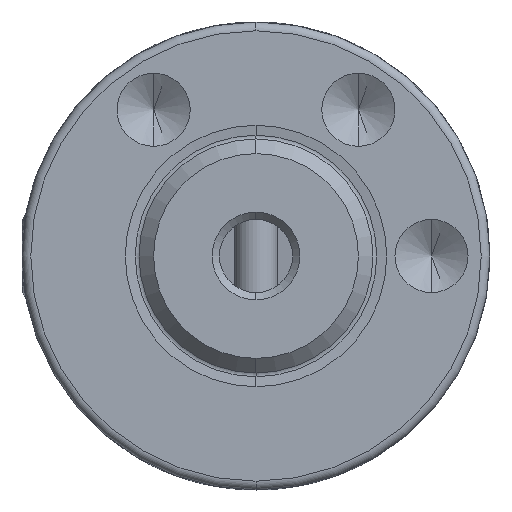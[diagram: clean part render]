
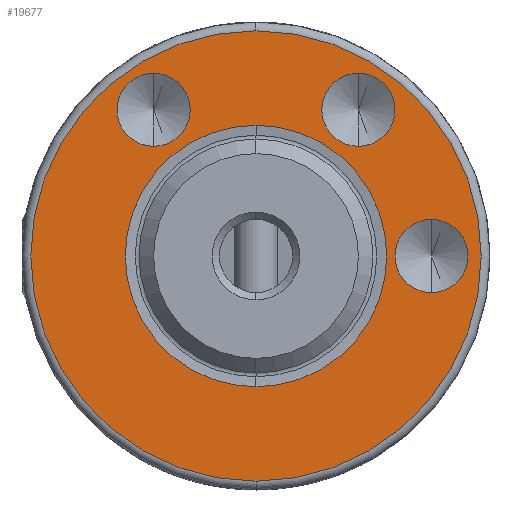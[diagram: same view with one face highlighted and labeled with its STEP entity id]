
A CAD part, left-side view. The second image highlights one B-rep face of the part: STEP entity #19677.
In plain terms, the highlighted planar face has unit normal (-1, 0, 0).
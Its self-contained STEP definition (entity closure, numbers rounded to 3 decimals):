
#723 = VERTEX_POINT ( 'NONE', #13276 ) ;
#1286 = DIRECTION ( 'NONE',  ( 0., 0., 1. ) ) ;
#1292 = DIRECTION ( 'NONE',  ( -1., 0., 0. ) ) ;
#1331 = CARTESIAN_POINT ( 'NONE',  ( -32., 7., 10. ) ) ;
#1700 = DIRECTION ( 'NONE',  ( 0., 0., 1. ) ) ;
#1729 = DIRECTION ( 'NONE',  ( -1., 0., 0. ) ) ;
#1770 = CARTESIAN_POINT ( 'NONE',  ( -32., -12., 0. ) ) ;
#2295 = DIRECTION ( 'NONE',  ( 0., 0., 1. ) ) ;
#2403 = DIRECTION ( 'NONE',  ( -1., 0., 0. ) ) ;
#2507 = CARTESIAN_POINT ( 'NONE',  ( -32., 7., 10. ) ) ;
#2891 = DIRECTION ( 'NONE',  ( 0., 0., 1. ) ) ;
#3024 = CARTESIAN_POINT ( 'NONE',  ( -32., -7., 10. ) ) ;
#3048 = EDGE_LOOP ( 'NONE', ( #25088, #25533 ) ) ;
#3307 = DIRECTION ( 'NONE',  ( -1., 0., 0. ) ) ;
#3560 = VERTEX_POINT ( 'NONE', #3938 ) ;
#3938 = CARTESIAN_POINT ( 'NONE',  ( -32., -7., 7.5 ) ) ;
#3960 = CIRCLE ( 'NONE', #32668, 2.5 ) ;
#4959 = AXIS2_PLACEMENT_3D ( 'NONE', #10884, #11249, #10833 ) ;
#5204 = DIRECTION ( 'NONE',  ( 0., 0., -1. ) ) ;
#5238 = DIRECTION ( 'NONE',  ( 1., 0., 0. ) ) ;
#5241 = CARTESIAN_POINT ( 'NONE',  ( -32., 0., 0. ) ) ;
#5898 = VERTEX_POINT ( 'NONE', #12562 ) ;
#6207 = VERTEX_POINT ( 'NONE', #31129 ) ;
#7628 = AXIS2_PLACEMENT_3D ( 'NONE', #1331, #1292, #1286 ) ;
#7996 = FACE_OUTER_BOUND ( 'NONE', #22281, .T. ) ;
#8029 = FACE_BOUND ( 'NONE', #24345, .T. ) ;
#8088 = FACE_BOUND ( 'NONE', #23820, .T. ) ;
#8232 = FACE_BOUND ( 'NONE', #19574, .T. ) ;
#8262 = FACE_BOUND ( 'NONE', #3048, .T. ) ;
#8406 = CARTESIAN_POINT ( 'NONE',  ( -32., 0., -15.4 ) ) ;
#8409 = CARTESIAN_POINT ( 'NONE',  ( -32., -12., -2.5 ) ) ;
#8560 = EDGE_CURVE ( 'NONE', #12811, #31457, #29555, .T. ) ;
#8926 = EDGE_CURVE ( 'NONE', #16591, #18760, #28283, .T. ) ;
#9359 = EDGE_CURVE ( 'NONE', #723, #3560, #26783, .T. ) ;
#9832 = CIRCLE ( 'NONE', #7628, 2.5 ) ;
#10037 = EDGE_CURVE ( 'NONE', #25303, #27401, #24860, .T. ) ;
#10468 = EDGE_CURVE ( 'NONE', #6207, #5898, #23500, .T. ) ;
#10833 = DIRECTION ( 'NONE',  ( 0., 0., 1. ) ) ;
#10884 = CARTESIAN_POINT ( 'NONE',  ( -32., 15.4, 0. ) ) ;
#10998 = PLANE ( 'NONE',  #4959 ) ;
#11249 = DIRECTION ( 'NONE',  ( -1., 0., 0. ) ) ;
#12562 = CARTESIAN_POINT ( 'NONE',  ( -32., 0., 8.94 ) ) ;
#12811 = VERTEX_POINT ( 'NONE', #29114 ) ;
#13276 = CARTESIAN_POINT ( 'NONE',  ( -32., -7., 12.5 ) ) ;
#15634 = CARTESIAN_POINT ( 'NONE',  ( -32., 7., 12.5 ) ) ;
#15681 = CIRCLE ( 'NONE', #18291, 15.4 ) ;
#16591 = VERTEX_POINT ( 'NONE', #15634 ) ;
#17839 = DIRECTION ( 'NONE',  ( 0., 0., -1. ) ) ;
#17868 = DIRECTION ( 'NONE',  ( 1., 0., 0. ) ) ;
#17918 = CARTESIAN_POINT ( 'NONE',  ( -32., 0., 0. ) ) ;
#18280 = CIRCLE ( 'NONE', #18920, 2.5 ) ;
#18291 = AXIS2_PLACEMENT_3D ( 'NONE', #17918, #17868, #17839 ) ;
#18760 = VERTEX_POINT ( 'NONE', #28599 ) ;
#18920 = AXIS2_PLACEMENT_3D ( 'NONE', #22007, #21696, #21236 ) ;
#19238 = EDGE_CURVE ( 'NONE', #18760, #16591, #9832, .T. ) ;
#19342 = CIRCLE ( 'NONE', #19344, 8.94 ) ;
#19344 = AXIS2_PLACEMENT_3D ( 'NONE', #5241, #5238, #5204 ) ;
#19574 = EDGE_LOOP ( 'NONE', ( #22960, #23440 ) ) ;
#19677 = ADVANCED_FACE ( 'NONE', ( #8232, #8088, #8029, #8262, #7996 ), #10998, .T. ) ;
#20762 = EDGE_CURVE ( 'NONE', #3560, #723, #3960, .T. ) ;
#21236 = DIRECTION ( 'NONE',  ( 0., 0., 1. ) ) ;
#21337 = AXIS2_PLACEMENT_3D ( 'NONE', #24095, #24054, #23977 ) ;
#21696 = DIRECTION ( 'NONE',  ( -1., 0., 0. ) ) ;
#21947 = AXIS2_PLACEMENT_3D ( 'NONE', #1770, #1729, #1700 ) ;
#22007 = CARTESIAN_POINT ( 'NONE',  ( -32., -12., 0. ) ) ;
#22249 = AXIS2_PLACEMENT_3D ( 'NONE', #25335, #25290, #25226 ) ;
#22281 = EDGE_LOOP ( 'NONE', ( #25647, #26238 ) ) ;
#22794 = AXIS2_PLACEMENT_3D ( 'NONE', #2507, #2403, #2295 ) ;
#22960 = ORIENTED_EDGE ( 'NONE', *, *, #8926, .F. ) ;
#23093 = AXIS2_PLACEMENT_3D ( 'NONE', #24794, #24587, #24477 ) ;
#23440 = ORIENTED_EDGE ( 'NONE', *, *, #19238, .F. ) ;
#23500 = CIRCLE ( 'NONE', #21337, 8.94 ) ;
#23621 = ORIENTED_EDGE ( 'NONE', *, *, #9359, .F. ) ;
#23820 = EDGE_LOOP ( 'NONE', ( #23621, #24207 ) ) ;
#23977 = DIRECTION ( 'NONE',  ( 0., 0., -1. ) ) ;
#24054 = DIRECTION ( 'NONE',  ( 1., 0., 0. ) ) ;
#24095 = CARTESIAN_POINT ( 'NONE',  ( -32., 0., 0. ) ) ;
#24207 = ORIENTED_EDGE ( 'NONE', *, *, #20762, .F. ) ;
#24345 = EDGE_LOOP ( 'NONE', ( #24390, #24819 ) ) ;
#24390 = ORIENTED_EDGE ( 'NONE', *, *, #10037, .F. ) ;
#24477 = DIRECTION ( 'NONE',  ( 0., 0., -1. ) ) ;
#24587 = DIRECTION ( 'NONE',  ( 1., 0., 0. ) ) ;
#24794 = CARTESIAN_POINT ( 'NONE',  ( -32., 0., 0. ) ) ;
#24819 = ORIENTED_EDGE ( 'NONE', *, *, #28420, .F. ) ;
#24860 = CIRCLE ( 'NONE', #21947, 2.5 ) ;
#25088 = ORIENTED_EDGE ( 'NONE', *, *, #27651, .T. ) ;
#25226 = DIRECTION ( 'NONE',  ( 0., 0., 1. ) ) ;
#25290 = DIRECTION ( 'NONE',  ( -1., 0., 0. ) ) ;
#25303 = VERTEX_POINT ( 'NONE', #28480 ) ;
#25335 = CARTESIAN_POINT ( 'NONE',  ( -32., -7., 10. ) ) ;
#25533 = ORIENTED_EDGE ( 'NONE', *, *, #10468, .T. ) ;
#25647 = ORIENTED_EDGE ( 'NONE', *, *, #29922, .F. ) ;
#26238 = ORIENTED_EDGE ( 'NONE', *, *, #8560, .F. ) ;
#26783 = CIRCLE ( 'NONE', #22249, 2.5 ) ;
#27401 = VERTEX_POINT ( 'NONE', #8409 ) ;
#27651 = EDGE_CURVE ( 'NONE', #5898, #6207, #19342, .T. ) ;
#28283 = CIRCLE ( 'NONE', #22794, 2.5 ) ;
#28420 = EDGE_CURVE ( 'NONE', #27401, #25303, #18280, .T. ) ;
#28480 = CARTESIAN_POINT ( 'NONE',  ( -32., -12., 2.5 ) ) ;
#28599 = CARTESIAN_POINT ( 'NONE',  ( -32., 7., 7.5 ) ) ;
#29114 = CARTESIAN_POINT ( 'NONE',  ( -32., 0., 15.4 ) ) ;
#29555 = CIRCLE ( 'NONE', #23093, 15.4 ) ;
#29922 = EDGE_CURVE ( 'NONE', #31457, #12811, #15681, .T. ) ;
#31129 = CARTESIAN_POINT ( 'NONE',  ( -32., 0., -8.94 ) ) ;
#31457 = VERTEX_POINT ( 'NONE', #8406 ) ;
#32668 = AXIS2_PLACEMENT_3D ( 'NONE', #3024, #3307, #2891 ) ;
